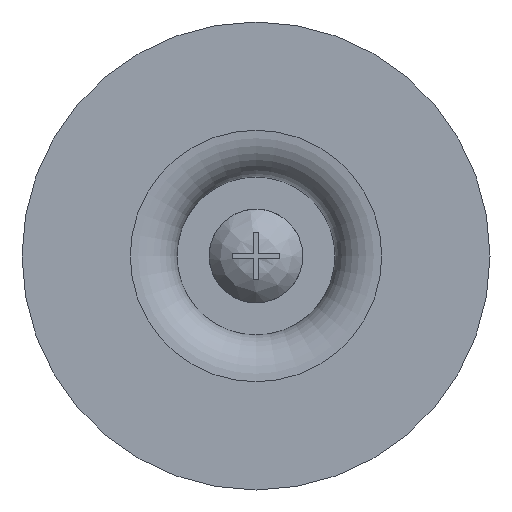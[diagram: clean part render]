
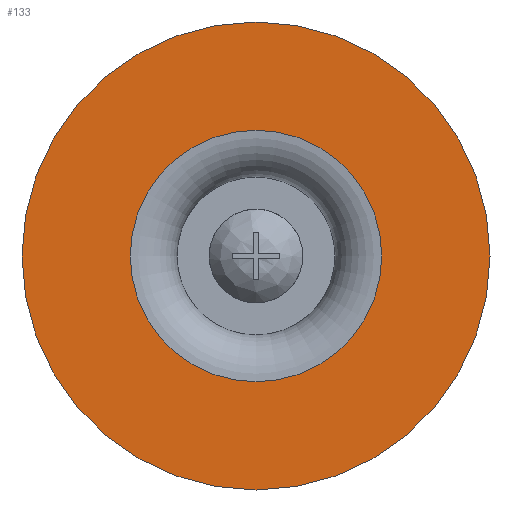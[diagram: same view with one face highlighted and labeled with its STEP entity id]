
A CAD part, front view. The second image highlights one B-rep face of the part: STEP entity #133.
In plain terms, the highlighted planar face has unit normal (0, -1, 0).
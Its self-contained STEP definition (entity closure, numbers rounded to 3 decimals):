
#133 = ADVANCED_FACE( '', ( #280, #281 ), #282, .F. );
#280 = FACE_BOUND( '', #469, .T. );
#281 = FACE_OUTER_BOUND( '', #470, .T. );
#282 = PLANE( '', #471 );
#469 = EDGE_LOOP( '', ( #775 ) );
#470 = EDGE_LOOP( '', ( #776 ) );
#471 = AXIS2_PLACEMENT_3D( '', #777, #778, #779 );
#775 = ORIENTED_EDGE( '', *, *, #970, .F. );
#776 = ORIENTED_EDGE( '', *, *, #987, .T. );
#777 = CARTESIAN_POINT( '', ( 20., 0., 0. ) );
#778 = DIRECTION( '', ( 0., 1., 0. ) );
#779 = DIRECTION( '', ( 0., 0., 1. ) );
#970 = EDGE_CURVE( '', #1157, #1157, #1158, .T. );
#987 = EDGE_CURVE( '', #1179, #1179, #1180, .T. );
#1157 = VERTEX_POINT( '', #1537 );
#1158 = CIRCLE( '', #1538, 10.75 );
#1179 = VERTEX_POINT( '', #1565 );
#1180 = CIRCLE( '', #1566, 20. );
#1537 = CARTESIAN_POINT( '', ( 0., 0., -10.75 ) );
#1538 = AXIS2_PLACEMENT_3D( '', #1652, #1653, #1654 );
#1565 = CARTESIAN_POINT( '', ( 0., 0., -20. ) );
#1566 = AXIS2_PLACEMENT_3D( '', #1679, #1680, #1681 );
#1652 = CARTESIAN_POINT( '', ( 0., 0., 0. ) );
#1653 = DIRECTION( '', ( 0., -1., 0. ) );
#1654 = DIRECTION( '', ( 0., 0., -1. ) );
#1679 = CARTESIAN_POINT( '', ( 0., 0., 0. ) );
#1680 = DIRECTION( '', ( 0., -1., 0. ) );
#1681 = DIRECTION( '', ( 0., 0., -1. ) );
